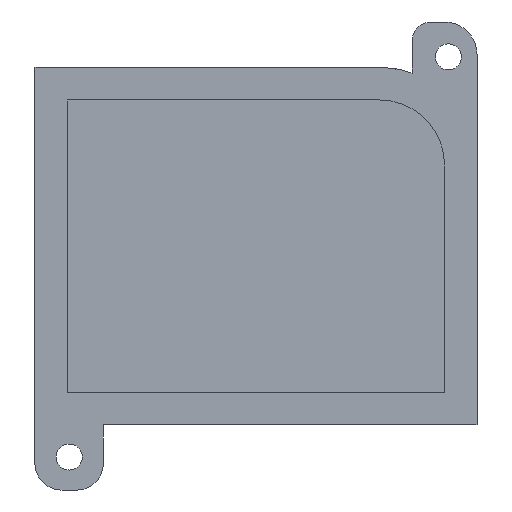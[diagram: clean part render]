
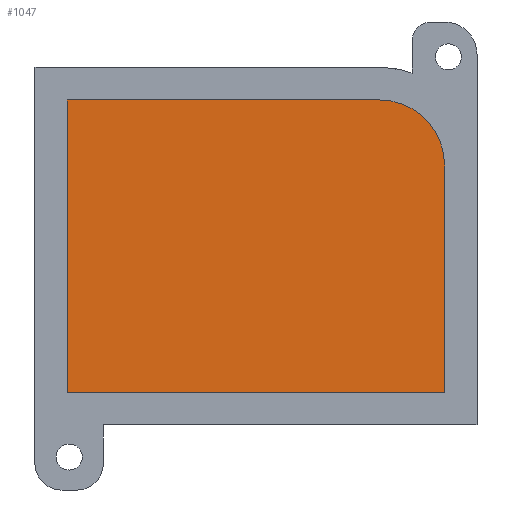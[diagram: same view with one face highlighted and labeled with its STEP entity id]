
A CAD part, left-side view. The second image highlights one B-rep face of the part: STEP entity #1047.
In plain terms, the highlighted planar face has unit normal (-1, 0, 0).
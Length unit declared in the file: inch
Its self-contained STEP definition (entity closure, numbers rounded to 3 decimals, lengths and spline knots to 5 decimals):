
#100=CIRCLE('',#1093,0.3937);
#193=FACE_OUTER_BOUND('',#266,.T.);
#266=EDGE_LOOP('',(#942,#943,#944,#945,#946));
#363=LINE('',#1760,#446);
#366=LINE('',#1765,#449);
#367=LINE('',#1768,#450);
#369=LINE('',#1772,#452);
#446=VECTOR('',#1466,0.3937);
#449=VECTOR('',#1471,0.3937);
#450=VECTOR('',#1474,0.3937);
#452=VECTOR('',#1480,0.3937);
#491=VERTEX_POINT('',#1579);
#492=VERTEX_POINT('',#1581);
#544=VERTEX_POINT('',#1759);
#545=VERTEX_POINT('',#1763);
#546=VERTEX_POINT('',#1767);
#591=EDGE_CURVE('',#492,#491,#100,.T.);
#683=EDGE_CURVE('',#544,#492,#363,.T.);
#686=EDGE_CURVE('',#491,#545,#366,.T.);
#687=EDGE_CURVE('',#546,#544,#367,.T.);
#689=EDGE_CURVE('',#546,#545,#369,.T.);
#942=ORIENTED_EDGE('',*,*,#683,.T.);
#943=ORIENTED_EDGE('',*,*,#591,.T.);
#944=ORIENTED_EDGE('',*,*,#686,.T.);
#945=ORIENTED_EDGE('',*,*,#689,.F.);
#946=ORIENTED_EDGE('',*,*,#687,.T.);
#995=PLANE('',#1173);
#1047=ADVANCED_FACE('',(#193),#995,.F.);
#1093=AXIS2_PLACEMENT_3D('',#1582,#1263,#1264);
#1173=AXIS2_PLACEMENT_3D('',#1771,#1478,#1479);
#1263=DIRECTION('center_axis',(-1.,0.,0.));
#1264=DIRECTION('ref_axis',(0.,0.,1.));
#1466=DIRECTION('',(0.,0.,1.));
#1471=DIRECTION('',(0.,1.,0.));
#1474=DIRECTION('',(0.,-1.,0.));
#1478=DIRECTION('center_axis',(1.,0.,0.));
#1479=DIRECTION('ref_axis',(0.,0.,-1.));
#1480=DIRECTION('',(0.,0.,1.));
#1579=CARTESIAN_POINT('',(0.3937,-0.74803,2.36221));
#1581=CARTESIAN_POINT('',(0.3937,-1.14173,1.9685));
#1582=CARTESIAN_POINT('Origin',(0.3937,-0.74803,1.9685));
#1759=CARTESIAN_POINT('',(0.3937,-1.14173,0.59055));
#1760=CARTESIAN_POINT('',(0.3937,-1.14173,1.63718));
#1763=CARTESIAN_POINT('',(0.3937,1.14173,2.36221));
#1765=CARTESIAN_POINT('',(0.3937,-0.32602,2.36221));
#1767=CARTESIAN_POINT('',(0.3937,1.14173,0.59055));
#1768=CARTESIAN_POINT('',(0.3937,-0.42445,0.59055));
#1771=CARTESIAN_POINT('Origin',(0.3937,-0.8489,2.10593));
#1772=CARTESIAN_POINT('',(0.3937,1.14173,1.7774));
